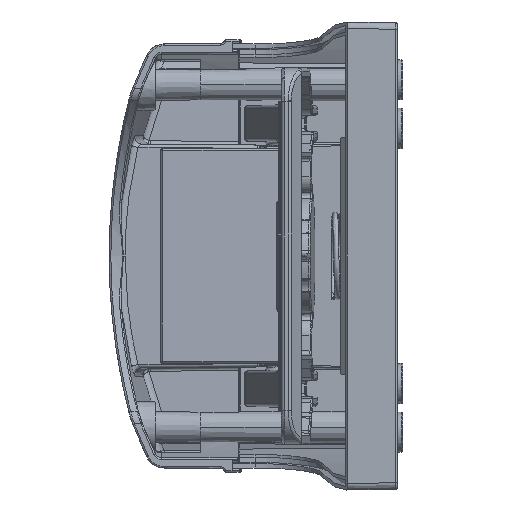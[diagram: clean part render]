
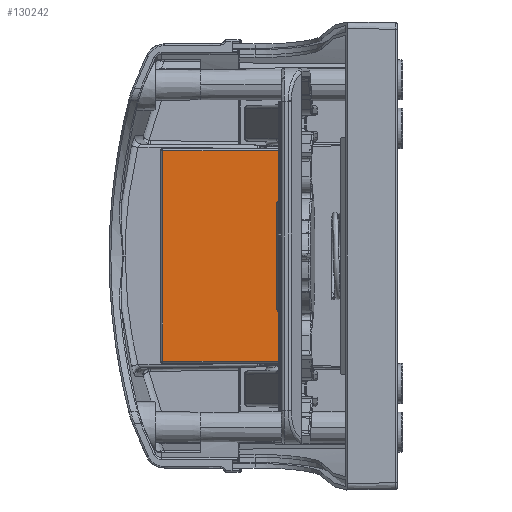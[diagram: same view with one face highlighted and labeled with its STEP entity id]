
A CAD part, left-side view. The second image highlights one B-rep face of the part: STEP entity #130242.
In plain terms, the highlighted planar face has unit normal (-1, -0.009, 0).
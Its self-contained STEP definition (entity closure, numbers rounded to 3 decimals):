
#3460 = ORIENTED_EDGE ( 'NONE', *, *, #103283, .T. ) ;
#7613 = CARTESIAN_POINT ( 'NONE',  ( 173.996, 229.006, 218.224 ) ) ;
#7900 = CARTESIAN_POINT ( 'NONE',  ( 173.996, 229.006, 154.978 ) ) ;
#9285 = VECTOR ( 'NONE', #144877, 1000. ) ;
#15332 = ORIENTED_EDGE ( 'NONE', *, *, #177738, .T. ) ;
#22195 = DIRECTION ( 'NONE',  ( 0., 0., 1. ) ) ;
#23997 = LINE ( 'NONE', #171204, #126590 ) ;
#24852 = LINE ( 'NONE', #69662, #39693 ) ;
#39693 = VECTOR ( 'NONE', #84566, 1000. ) ;
#45788 = EDGE_CURVE ( 'NONE', #46895, #118863, #23997, .T. ) ;
#46895 = VERTEX_POINT ( 'NONE', #59107 ) ;
#59107 = CARTESIAN_POINT ( 'NONE',  ( 174.338, 189.849, 155.557 ) ) ;
#69662 = CARTESIAN_POINT ( 'NONE',  ( 173.991, 229.585, 218.224 ) ) ;
#72483 = CARTESIAN_POINT ( 'NONE',  ( 174.61, 158.675, 161.899 ) ) ;
#76503 = CARTESIAN_POINT ( 'NONE',  ( 174.343, 189.27, 155.557 ) ) ;
#80114 = ORIENTED_EDGE ( 'NONE', *, *, #45788, .T. ) ;
#83383 = ORIENTED_EDGE ( 'NONE', *, *, #132565, .T. ) ;
#84566 = DIRECTION ( 'NONE',  ( -0.009, 1., 0. ) ) ;
#85642 = DIRECTION ( 'NONE',  ( -1., -0.009, 0. ) ) ;
#86377 = LINE ( 'NONE', #7900, #9285 ) ;
#92410 = AXIS2_PLACEMENT_3D ( 'NONE', #72483, #85642, #111936 ) ;
#97194 = CARTESIAN_POINT ( 'NONE',  ( 173.996, 229.006, 155.557 ) ) ;
#103283 = EDGE_CURVE ( 'NONE', #118863, #109154, #24852, .T. ) ;
#103695 = LINE ( 'NONE', #76503, #107992 ) ;
#107992 = VECTOR ( 'NONE', #157839, 1000. ) ;
#109154 = VERTEX_POINT ( 'NONE', #7613 ) ;
#111936 = DIRECTION ( 'NONE',  ( 0.009, -1., 0. ) ) ;
#118863 = VERTEX_POINT ( 'NONE', #146534 ) ;
#123815 = EDGE_LOOP ( 'NONE', ( #83383, #80114, #3460, #15332 ) ) ;
#126590 = VECTOR ( 'NONE', #22195, 1000. ) ;
#130242 = ADVANCED_FACE ( 'NONE', ( #175322 ), #167623, .T. ) ;
#132565 = EDGE_CURVE ( 'NONE', #169853, #46895, #103695, .T. ) ;
#144877 = DIRECTION ( 'NONE',  ( 0., 0., -1. ) ) ;
#146534 = CARTESIAN_POINT ( 'NONE',  ( 174.338, 189.849, 218.224 ) ) ;
#157839 = DIRECTION ( 'NONE',  ( 0.009, -1., 0. ) ) ;
#167623 = PLANE ( 'NONE',  #92410 ) ;
#169853 = VERTEX_POINT ( 'NONE', #97194 ) ;
#171204 = CARTESIAN_POINT ( 'NONE',  ( 174.338, 189.849, 218.803 ) ) ;
#175322 = FACE_OUTER_BOUND ( 'NONE', #123815, .T. ) ;
#177738 = EDGE_CURVE ( 'NONE', #109154, #169853, #86377, .T. ) ;
